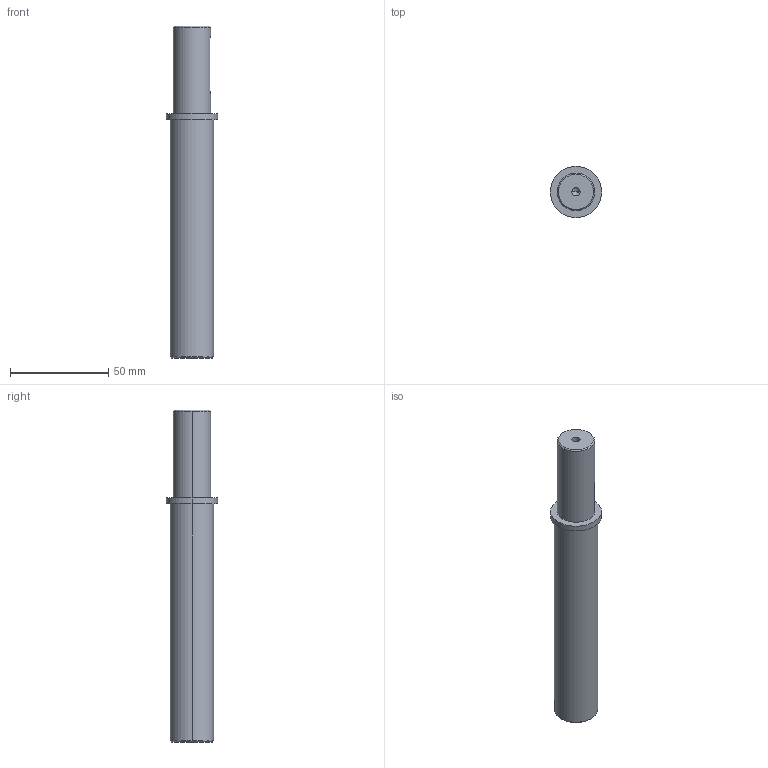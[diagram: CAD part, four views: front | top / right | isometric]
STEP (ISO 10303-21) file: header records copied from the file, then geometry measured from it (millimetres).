
FILE_DESCRIPTION (( 'STEP AP214' ), '1' );
FILE_NAME ('Axe bas v1.STEP', '2023-05-22T09:41:00', ( '' ), ( '' ), 'SwSTEP 2.0', 'SolidWorks 2020', '' );
FILE_SCHEMA (( 'AUTOMOTIVE_DESIGN' ));
Length unit declared in the file: millimetre
Products named in the file (1): Axe bas v1
Bounding box: 26 x 26 x 168.7 mm (x, y, z)
Volume: 58785.1 mm3; surface area: 13241.4 mm2
Topology: 1 solids, 1 shells, 28 faces, 63 edges, 37 vertices
Faces by surface type: cylinder 13, cone 8, plane 7
Entity records: 888 total; most frequent: CARTESIAN_POINT 189, DIRECTION 140, ORIENTED_EDGE 118, EDGE_CURVE 59, AXIS2_PLACEMENT_3D 56, VERTEX_POINT 37, EDGE_LOOP 32, VECTOR 28
